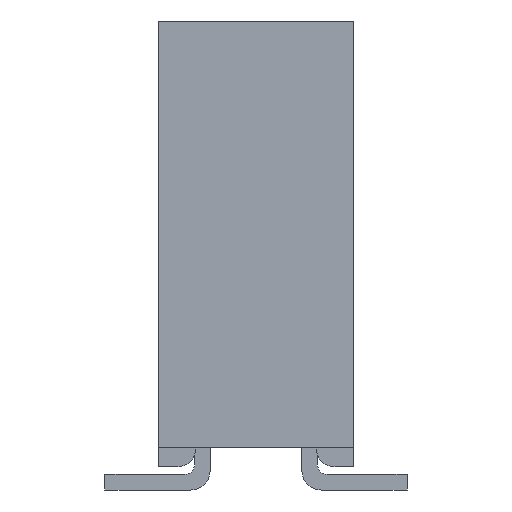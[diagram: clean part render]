
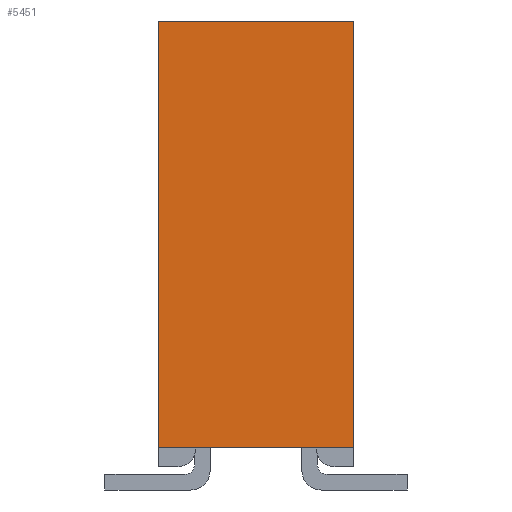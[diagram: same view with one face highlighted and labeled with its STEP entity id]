
A CAD part, left-side view. The second image highlights one B-rep face of the part: STEP entity #5451.
In plain terms, the highlighted planar face has unit normal (-1, 0, 0).
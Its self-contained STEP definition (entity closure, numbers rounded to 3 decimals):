
#5451 = ADVANCED_FACE('',(#5452),#5486,.F.);
#5452 = FACE_BOUND('',#5453,.T.);
#5453 = EDGE_LOOP('',(#5454,#5464,#5472,#5480));
#5454 = ORIENTED_EDGE('',*,*,#5455,.T.);
#5455 = EDGE_CURVE('',#5456,#5458,#5460,.T.);
#5456 = VERTEX_POINT('',#5457);
#5457 = CARTESIAN_POINT('',(-17.272,5.791,-1.27));
#5458 = VERTEX_POINT('',#5459);
#5459 = CARTESIAN_POINT('',(-17.272,0.254,-1.27));
#5460 = LINE('',#5461,#5462);
#5461 = CARTESIAN_POINT('',(-17.272,5.791,-1.27));
#5462 = VECTOR('',#5463,1.);
#5463 = DIRECTION('',(0.,-1.,0.));
#5464 = ORIENTED_EDGE('',*,*,#5465,.T.);
#5465 = EDGE_CURVE('',#5458,#5466,#5468,.T.);
#5466 = VERTEX_POINT('',#5467);
#5467 = CARTESIAN_POINT('',(-17.272,0.254,1.27));
#5468 = LINE('',#5469,#5470);
#5469 = CARTESIAN_POINT('',(-17.272,0.254,-0.787));
#5470 = VECTOR('',#5471,1.);
#5471 = DIRECTION('',(0.,0.,1.));
#5472 = ORIENTED_EDGE('',*,*,#5473,.F.);
#5473 = EDGE_CURVE('',#5474,#5466,#5476,.T.);
#5474 = VERTEX_POINT('',#5475);
#5475 = CARTESIAN_POINT('',(-17.272,5.791,1.27));
#5476 = LINE('',#5477,#5478);
#5477 = CARTESIAN_POINT('',(-17.272,5.791,1.27));
#5478 = VECTOR('',#5479,1.);
#5479 = DIRECTION('',(0.,-1.,0.));
#5480 = ORIENTED_EDGE('',*,*,#5481,.F.);
#5481 = EDGE_CURVE('',#5456,#5474,#5482,.T.);
#5482 = LINE('',#5483,#5484);
#5483 = CARTESIAN_POINT('',(-17.272,5.791,-1.27));
#5484 = VECTOR('',#5485,1.);
#5485 = DIRECTION('',(0.,0.,1.));
#5486 = PLANE('',#5487);
#5487 = AXIS2_PLACEMENT_3D('',#5488,#5489,#5490);
#5488 = CARTESIAN_POINT('',(-17.272,5.791,-1.27));
#5489 = DIRECTION('',(1.,0.,0.));
#5490 = DIRECTION('',(0.,0.,-1.));
